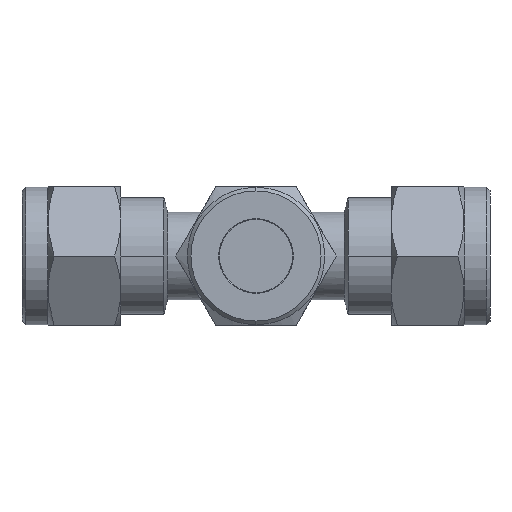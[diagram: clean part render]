
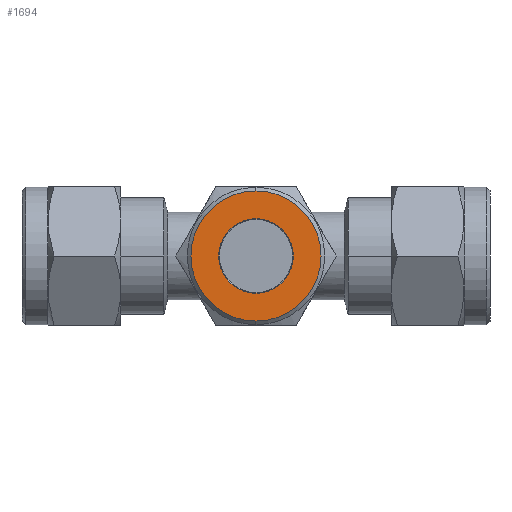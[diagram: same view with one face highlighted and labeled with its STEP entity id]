
A CAD part, front view. The second image highlights one B-rep face of the part: STEP entity #1694.
In plain terms, the highlighted planar face has unit normal (0, -1, 0).
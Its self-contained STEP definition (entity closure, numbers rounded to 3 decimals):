
#1589 = PLANE ( 'NONE',  #7129 ) ;
#1596 = CARTESIAN_POINT ( 'NONE',  ( -209.271, -36.89, -25. ) ) ;
#1597 = DIRECTION ( 'NONE',  ( 0., -1., 0. ) ) ;
#1598 = DIRECTION ( 'NONE',  ( 0., 0., 1. ) ) ;
#1694 = ADVANCED_FACE ( 'NONE', ( #7508, #7512 ), #1589, .T. ) ;
#1941 = CIRCLE ( 'NONE', #7028, 8.9 ) ;
#1960 = CIRCLE ( 'NONE', #7034, 5.1 ) ;
#1974 = CIRCLE ( 'NONE', #7038, 8.9 ) ;
#1976 = CIRCLE ( 'NONE', #7039, 5.1 ) ;
#2232 = EDGE_LOOP ( 'NONE', ( #6405, #6406 ) ) ;
#2233 = EDGE_LOOP ( 'NONE', ( #6407, #6408 ) ) ;
#4858 = CARTESIAN_POINT ( 'NONE',  ( -199.871, -36.89, -16.1 ) ) ;
#4867 = CARTESIAN_POINT ( 'NONE',  ( -199.871, -36.89, -33.9 ) ) ;
#4878 = CARTESIAN_POINT ( 'NONE',  ( -199.871, -36.89, -30.1 ) ) ;
#4879 = CARTESIAN_POINT ( 'NONE',  ( -199.871, -36.89, -19.9 ) ) ;
#5334 = CARTESIAN_POINT ( 'NONE',  ( -199.871, -36.89, -25. ) ) ;
#5335 = DIRECTION ( 'NONE',  ( 0., -1., 0. ) ) ;
#5336 = DIRECTION ( 'NONE',  ( 0., 0., 1. ) ) ;
#5367 = CARTESIAN_POINT ( 'NONE',  ( -199.871, -36.89, -25. ) ) ;
#5368 = DIRECTION ( 'NONE',  ( 0., 1., 0. ) ) ;
#5369 = DIRECTION ( 'NONE',  ( 0., 0., -1. ) ) ;
#5464 = CARTESIAN_POINT ( 'NONE',  ( -199.871, -36.89, -25. ) ) ;
#5465 = DIRECTION ( 'NONE',  ( 0., -1., 0. ) ) ;
#5466 = DIRECTION ( 'NONE',  ( 0., 0., 1. ) ) ;
#5469 = CARTESIAN_POINT ( 'NONE',  ( -199.871, -36.89, -25. ) ) ;
#5470 = DIRECTION ( 'NONE',  ( 0., 1., 0. ) ) ;
#5471 = DIRECTION ( 'NONE',  ( 0., 0., -1. ) ) ;
#6405 = ORIENTED_EDGE ( 'NONE', *, *, #6664, .T. ) ;
#6406 = ORIENTED_EDGE ( 'NONE', *, *, #6634, .T. ) ;
#6407 = ORIENTED_EDGE ( 'NONE', *, *, #6647, .T. ) ;
#6408 = ORIENTED_EDGE ( 'NONE', *, *, #6665, .T. ) ;
#6634 = EDGE_CURVE ( 'NONE', #7358, #7372, #1941, .T. ) ;
#6647 = EDGE_CURVE ( 'NONE', #7385, #7383, #1960, .T. ) ;
#6664 = EDGE_CURVE ( 'NONE', #7372, #7358, #1974, .T. ) ;
#6665 = EDGE_CURVE ( 'NONE', #7383, #7385, #1976, .T. ) ;
#7028 = AXIS2_PLACEMENT_3D ( 'NONE', #5334, #5335, #5336 ) ;
#7034 = AXIS2_PLACEMENT_3D ( 'NONE', #5367, #5368, #5369 ) ;
#7038 = AXIS2_PLACEMENT_3D ( 'NONE', #5464, #5465, #5466 ) ;
#7039 = AXIS2_PLACEMENT_3D ( 'NONE', #5469, #5470, #5471 ) ;
#7129 = AXIS2_PLACEMENT_3D ( 'NONE', #1596, #1597, #1598 ) ;
#7358 = VERTEX_POINT ( 'NONE', #4858 ) ;
#7372 = VERTEX_POINT ( 'NONE', #4867 ) ;
#7383 = VERTEX_POINT ( 'NONE', #4878 ) ;
#7385 = VERTEX_POINT ( 'NONE', #4879 ) ;
#7508 = FACE_OUTER_BOUND ( 'NONE', #2232, .T. ) ;
#7512 = FACE_BOUND ( 'NONE', #2233, .T. ) ;
